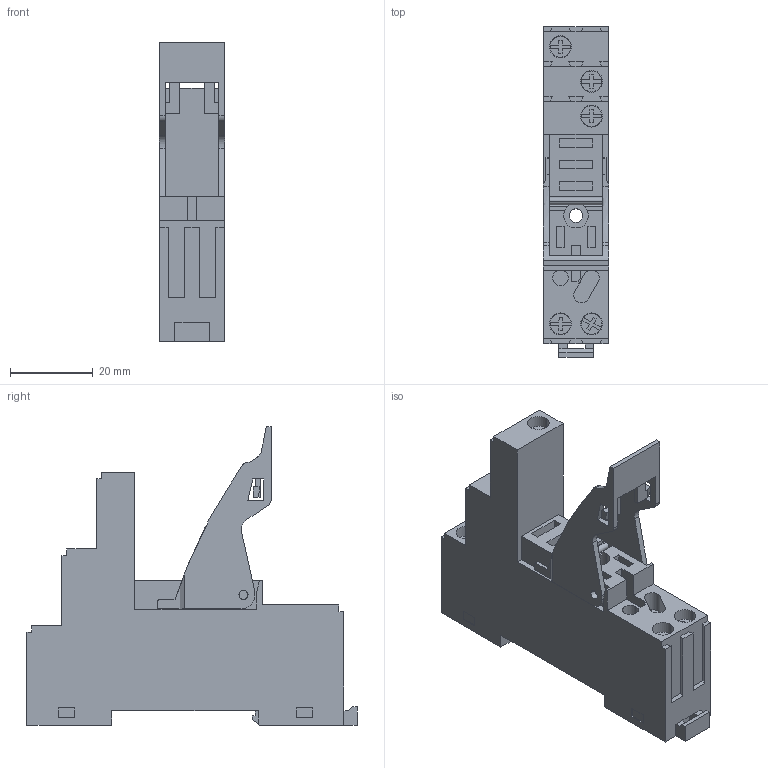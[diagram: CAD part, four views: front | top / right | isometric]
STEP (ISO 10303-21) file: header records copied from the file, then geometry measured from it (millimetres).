
FILE_DESCRIPTION((''),'2;1');
FILE_NAME('SB110883_3D-SIMPLIFIED_ASM','2014-01-23T',('FBon'),(''),'PRO/ENGINEER BY PARAMETRIC TECHNOLOGY CORPORATION, 2009280','PRO/ENGINEER BY PARAMETRIC TECHNOLOGY CORPORATION, 2009280','');
FILE_SCHEMA(('CONFIG_CONTROL_DESIGN'));
Length unit declared in the file: millimetre
Products named in the file (7): CORPUS; CORPS_1; SB110885_SIMPLIFIED_ASM_1_ASM; SB110885_3D-SIMPLIFIED_ASM_2_ASM; SB110885_3D-SIMPLIFIED_ASM; SB110884_SIMPLIFIED_ASM; SB110883_3D-SIMPLIFIED_ASM
Assembly tree (6 placements, depth 6):
  SB110883_3D-SIMPLIFIED_ASM
    SB110884_SIMPLIFIED_ASM
      CORPUS
      SB110885_3D-SIMPLIFIED_ASM
        SB110885_3D-SIMPLIFIED_ASM_2_ASM
          SB110885_SIMPLIFIED_ASM_1_ASM
            CORPS_1
Bounding box: 15.7 x 79.58 x 72.06 mm (x, y, z)
Volume: 37803 mm3; surface area: 16995.1 mm2
Topology: 4 solids, 5 shells, 376 faces, 1029 edges, 688 vertices
Faces by surface type: plane 322, cylinder 52, extrusion 2
Entity records: 12046 total; most frequent: CARTESIAN_POINT 2153, ORIENTED_EDGE 2058, DIRECTION 1945, EDGE_CURVE 1029, VECTOR 887, LINE 885, VERTEX_POINT 688, AXIS2_PLACEMENT_3D 529
